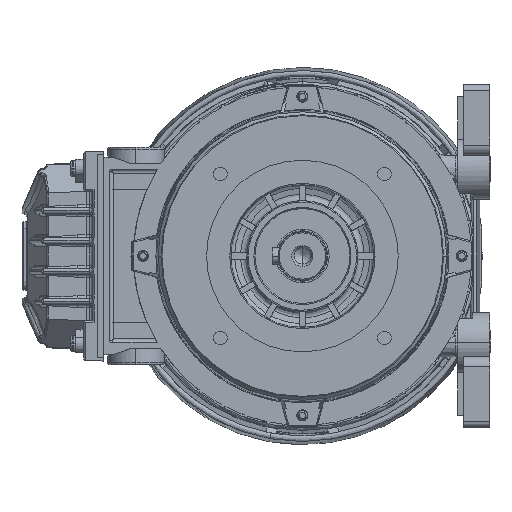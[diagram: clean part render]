
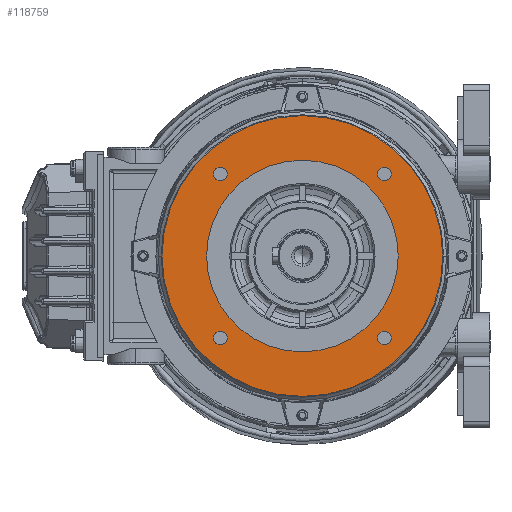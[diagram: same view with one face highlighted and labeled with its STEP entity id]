
A CAD part, left-side view. The second image highlights one B-rep face of the part: STEP entity #118759.
In plain terms, the highlighted planar face has unit normal (-1, 0, 0).
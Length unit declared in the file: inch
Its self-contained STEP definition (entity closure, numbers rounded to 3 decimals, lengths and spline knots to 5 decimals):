
#2408 = CARTESIAN_POINT ( 'NONE',  ( -4.66535, 1.87008, 0. ) ) ;
#2446 = CARTESIAN_POINT ( 'NONE',  ( -4.66535, -1.60073, 1.73459 ) ) ;
#3425 = CARTESIAN_POINT ( 'NONE',  ( -4.66535, 1.60073, -1.60073 ) ) ;
#4431 = CARTESIAN_POINT ( 'NONE',  ( -4.66535, -1.60073, -1.73459 ) ) ;
#9151 = VERTEX_POINT ( 'NONE', #133614 ) ;
#10166 = DIRECTION ( 'NONE',  ( 0., 0., 1. ) ) ;
#13184 = EDGE_CURVE ( 'NONE', #139265, #101378, #141616, .T. ) ;
#16937 = CARTESIAN_POINT ( 'NONE',  ( -4.66535, -1.60073, 1.60073 ) ) ;
#17494 = CIRCLE ( 'NONE', #78258, 2.74016 ) ;
#18775 = AXIS2_PLACEMENT_3D ( 'NONE', #96024, #128750, #20933 ) ;
#19070 = CARTESIAN_POINT ( 'NONE',  ( -4.66535, 1.60073, 1.46688 ) ) ;
#20933 = DIRECTION ( 'NONE',  ( 0., -1., 0. ) ) ;
#24898 = DIRECTION ( 'NONE',  ( -1., 0., 0. ) ) ;
#25046 = CARTESIAN_POINT ( 'NONE',  ( -4.66535, -1.60073, -1.60073 ) ) ;
#29900 = CARTESIAN_POINT ( 'NONE',  ( -4.66535, 2.74016, 0. ) ) ;
#32876 = AXIS2_PLACEMENT_3D ( 'NONE', #128354, #152904, #10166 ) ;
#34528 = AXIS2_PLACEMENT_3D ( 'NONE', #48593, #122292, #85806 ) ;
#35858 = AXIS2_PLACEMENT_3D ( 'NONE', #85421, #135319, #111567 ) ;
#36195 = CARTESIAN_POINT ( 'NONE',  ( -4.66535, 0., 0. ) ) ;
#37041 = AXIS2_PLACEMENT_3D ( 'NONE', #16937, #51098, #100231 ) ;
#37684 = VERTEX_POINT ( 'NONE', #2408 ) ;
#40567 = VERTEX_POINT ( 'NONE', #128413 ) ;
#43768 = EDGE_CURVE ( 'NONE', #69705, #107866, #86143, .T. ) ;
#45271 = CARTESIAN_POINT ( 'NONE',  ( -4.66535, -1.60073, -1.60073 ) ) ;
#46876 = AXIS2_PLACEMENT_3D ( 'NONE', #45271, #59470, #93626 ) ;
#47605 = ORIENTED_EDGE ( 'NONE', *, *, #98471, .F. ) ;
#47664 = FACE_BOUND ( 'NONE', #52635, .T. ) ;
#48593 = CARTESIAN_POINT ( 'NONE',  ( -4.66535, 0., 0. ) ) ;
#49372 = CARTESIAN_POINT ( 'NONE',  ( -4.66535, 0., 0. ) ) ;
#49393 = CIRCLE ( 'NONE', #120322, 1.87008 ) ;
#51098 = DIRECTION ( 'NONE',  ( -1., 0., 0. ) ) ;
#51356 = EDGE_LOOP ( 'NONE', ( #74730, #54720 ) ) ;
#52273 = ORIENTED_EDGE ( 'NONE', *, *, #145859, .F. ) ;
#52635 = EDGE_LOOP ( 'NONE', ( #132900, #76014 ) ) ;
#54397 = EDGE_CURVE ( 'NONE', #37684, #127866, #49393, .T. ) ;
#54445 = CIRCLE ( 'NONE', #46876, 0.13386 ) ;
#54626 = EDGE_CURVE ( 'NONE', #107866, #69705, #54445, .T. ) ;
#54720 = ORIENTED_EDGE ( 'NONE', *, *, #43768, .F. ) ;
#56340 = CIRCLE ( 'NONE', #76557, 0.13386 ) ;
#59470 = DIRECTION ( 'NONE',  ( -1., 0., 0. ) ) ;
#61474 = DIRECTION ( 'NONE',  ( 0., 0., 1. ) ) ;
#61506 = DIRECTION ( 'NONE',  ( 0., -1., 0. ) ) ;
#61924 = EDGE_LOOP ( 'NONE', ( #47605, #146952 ) ) ;
#62200 = EDGE_CURVE ( 'NONE', #142551, #81870, #91184, .T. ) ;
#62764 = DIRECTION ( 'NONE',  ( -1., 0., 0. ) ) ;
#68623 = ORIENTED_EDGE ( 'NONE', *, *, #83401, .F. ) ;
#69705 = VERTEX_POINT ( 'NONE', #4431 ) ;
#70326 = ORIENTED_EDGE ( 'NONE', *, *, #75726, .F. ) ;
#71670 = ORIENTED_EDGE ( 'NONE', *, *, #152050, .F. ) ;
#72226 = EDGE_CURVE ( 'NONE', #81870, #142551, #123150, .T. ) ;
#74730 = ORIENTED_EDGE ( 'NONE', *, *, #54626, .F. ) ;
#75726 = EDGE_CURVE ( 'NONE', #87125, #9151, #109842, .T. ) ;
#76014 = ORIENTED_EDGE ( 'NONE', *, *, #72226, .F. ) ;
#76557 = AXIS2_PLACEMENT_3D ( 'NONE', #89176, #78019, #78802 ) ;
#77577 = CARTESIAN_POINT ( 'NONE',  ( -4.66535, 1.60073, -1.73459 ) ) ;
#78019 = DIRECTION ( 'NONE',  ( -1., 0., 0. ) ) ;
#78258 = AXIS2_PLACEMENT_3D ( 'NONE', #93728, #145160, #108729 ) ;
#78802 = DIRECTION ( 'NONE',  ( 0., 0., 1. ) ) ;
#79573 = CARTESIAN_POINT ( 'NONE',  ( -4.66535, -1.87008, 0. ) ) ;
#81407 = CIRCLE ( 'NONE', #35858, 0.13386 ) ;
#81870 = VERTEX_POINT ( 'NONE', #145925 ) ;
#82571 = CIRCLE ( 'NONE', #34528, 1.87008 ) ;
#83401 = EDGE_CURVE ( 'NONE', #40567, #103958, #91550, .T. ) ;
#85026 = DIRECTION ( 'NONE',  ( 0., 1., 0. ) ) ;
#85279 = EDGE_LOOP ( 'NONE', ( #68623, #71670 ) ) ;
#85421 = CARTESIAN_POINT ( 'NONE',  ( -4.66535, 1.60073, 1.60073 ) ) ;
#85806 = DIRECTION ( 'NONE',  ( 0., 1., 0. ) ) ;
#86143 = CIRCLE ( 'NONE', #96227, 0.13386 ) ;
#87125 = VERTEX_POINT ( 'NONE', #29900 ) ;
#89176 = CARTESIAN_POINT ( 'NONE',  ( -4.66535, 1.60073, -1.60073 ) ) ;
#91184 = CIRCLE ( 'NONE', #32876, 0.13386 ) ;
#91419 = DIRECTION ( 'NONE',  ( 0., 0., 1. ) ) ;
#91550 = CIRCLE ( 'NONE', #137076, 0.13386 ) ;
#93626 = DIRECTION ( 'NONE',  ( 0., 0., 1. ) ) ;
#93728 = CARTESIAN_POINT ( 'NONE',  ( -4.66535, 0., 0. ) ) ;
#96024 = CARTESIAN_POINT ( 'NONE',  ( -4.66535, -1.87008, 0. ) ) ;
#96227 = AXIS2_PLACEMENT_3D ( 'NONE', #25046, #121765, #61474 ) ;
#97877 = CARTESIAN_POINT ( 'NONE',  ( -4.66535, -1.60073, -1.46688 ) ) ;
#98471 = EDGE_CURVE ( 'NONE', #101378, #139265, #81407, .T. ) ;
#100231 = DIRECTION ( 'NONE',  ( 0., 0., 1. ) ) ;
#101378 = VERTEX_POINT ( 'NONE', #146545 ) ;
#101424 = ORIENTED_EDGE ( 'NONE', *, *, #127435, .F. ) ;
#103958 = VERTEX_POINT ( 'NONE', #77577 ) ;
#104453 = CARTESIAN_POINT ( 'NONE',  ( -4.66535, 1.60073, 1.60073 ) ) ;
#104998 = FACE_BOUND ( 'NONE', #85279, .T. ) ;
#105986 = DIRECTION ( 'NONE',  ( 0., 0., 1. ) ) ;
#107866 = VERTEX_POINT ( 'NONE', #97877 ) ;
#108729 = DIRECTION ( 'NONE',  ( 0., -1., 0. ) ) ;
#109842 = CIRCLE ( 'NONE', #155410, 2.74016 ) ;
#111567 = DIRECTION ( 'NONE',  ( 0., 0., 1. ) ) ;
#116330 = DIRECTION ( 'NONE',  ( -1., 0., 0. ) ) ;
#118759 = ADVANCED_FACE ( 'NONE', ( #132453, #141402, #156224, #47664, #129530, #104998 ), #145892, .F. ) ;
#118952 = AXIS2_PLACEMENT_3D ( 'NONE', #104453, #116330, #105986 ) ;
#120322 = AXIS2_PLACEMENT_3D ( 'NONE', #49372, #62764, #85026 ) ;
#121765 = DIRECTION ( 'NONE',  ( -1., 0., 0. ) ) ;
#121788 = DIRECTION ( 'NONE',  ( 1., 0., 0. ) ) ;
#122292 = DIRECTION ( 'NONE',  ( -1., 0., 0. ) ) ;
#123150 = CIRCLE ( 'NONE', #37041, 0.13386 ) ;
#127435 = EDGE_CURVE ( 'NONE', #127866, #37684, #82571, .T. ) ;
#127866 = VERTEX_POINT ( 'NONE', #79573 ) ;
#128354 = CARTESIAN_POINT ( 'NONE',  ( -4.66535, -1.60073, 1.60073 ) ) ;
#128413 = CARTESIAN_POINT ( 'NONE',  ( -4.66535, 1.60073, -1.46688 ) ) ;
#128750 = DIRECTION ( 'NONE',  ( 1., 0., 0. ) ) ;
#129530 = FACE_BOUND ( 'NONE', #51356, .T. ) ;
#132453 = FACE_OUTER_BOUND ( 'NONE', #149881, .T. ) ;
#132900 = ORIENTED_EDGE ( 'NONE', *, *, #62200, .F. ) ;
#133614 = CARTESIAN_POINT ( 'NONE',  ( -4.66535, -2.74016, 0. ) ) ;
#135319 = DIRECTION ( 'NONE',  ( -1., 0., 0. ) ) ;
#137076 = AXIS2_PLACEMENT_3D ( 'NONE', #3425, #24898, #91419 ) ;
#139265 = VERTEX_POINT ( 'NONE', #19070 ) ;
#141402 = FACE_BOUND ( 'NONE', #154985, .T. ) ;
#141616 = CIRCLE ( 'NONE', #118952, 0.13386 ) ;
#142551 = VERTEX_POINT ( 'NONE', #2446 ) ;
#144450 = ORIENTED_EDGE ( 'NONE', *, *, #54397, .F. ) ;
#145160 = DIRECTION ( 'NONE',  ( 1., 0., 0. ) ) ;
#145859 = EDGE_CURVE ( 'NONE', #9151, #87125, #17494, .T. ) ;
#145892 = PLANE ( 'NONE',  #18775 ) ;
#145925 = CARTESIAN_POINT ( 'NONE',  ( -4.66535, -1.60073, 1.46688 ) ) ;
#146545 = CARTESIAN_POINT ( 'NONE',  ( -4.66535, 1.60073, 1.73459 ) ) ;
#146952 = ORIENTED_EDGE ( 'NONE', *, *, #13184, .F. ) ;
#149881 = EDGE_LOOP ( 'NONE', ( #52273, #70326 ) ) ;
#152050 = EDGE_CURVE ( 'NONE', #103958, #40567, #56340, .T. ) ;
#152904 = DIRECTION ( 'NONE',  ( -1., 0., 0. ) ) ;
#154985 = EDGE_LOOP ( 'NONE', ( #144450, #101424 ) ) ;
#155410 = AXIS2_PLACEMENT_3D ( 'NONE', #36195, #121788, #61506 ) ;
#156224 = FACE_BOUND ( 'NONE', #61924, .T. ) ;
